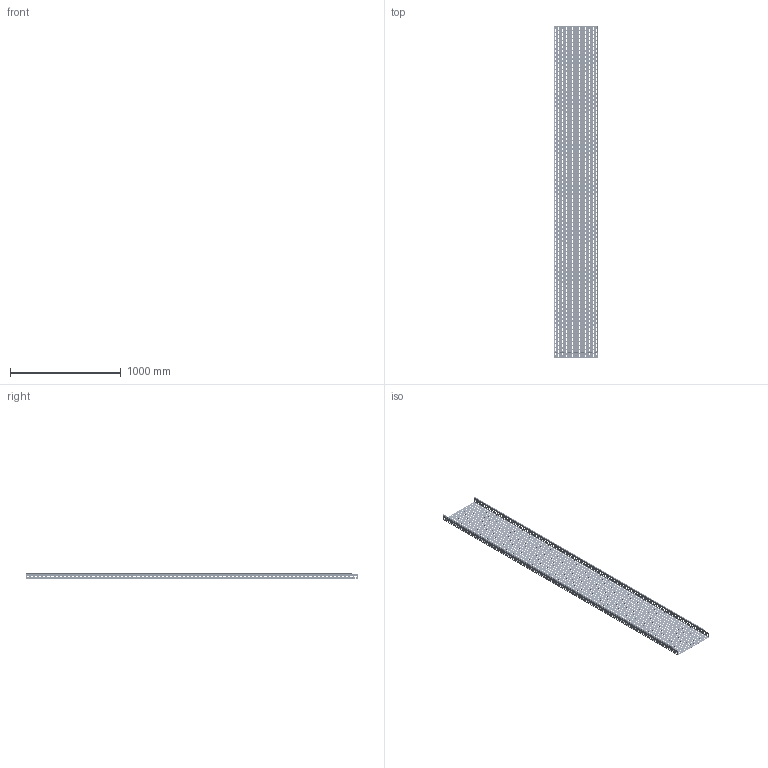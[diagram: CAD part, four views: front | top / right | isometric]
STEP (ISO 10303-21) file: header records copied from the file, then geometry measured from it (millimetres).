
FILE_DESCRIPTION(/* description */ (''),/* implementation_level */ '2;1');
FILE_NAME(/* name */ 'KCL400H60_3.stp',/* time_stamp */ '2020-03-24T11:35:16+01:00',/* author */ ('stanislaw.luczak'),/* organization */ (''),/* preprocessor_version */ 'ST-DEVELOPER v18',/* originating_system */ 'Autodesk Inventor 2020',/* authorisation */ '');
FILE_SCHEMA (('AUTOMOTIVE_DESIGN { 1 0 10303 214 3 1 1 }'));
Products named in the file (1): 400H60N_KGJ_3M
Bounding box: 401.4 x 3000 x 60.67 mm (x, y, z)
Volume: 968961.5 mm3; surface area: 2828221.1 mm2
Topology: 1 solids, 1 shells, 5673 faces, 17075 edges, 11370 vertices
Faces by surface type: cylinder 2855, plane 2810, torus 6, bspline 2
Entity records: 199116 total; most frequent: CARTESIAN_POINT 34555, ORIENTED_EDGE 34150, DIRECTION 34057, EDGE_CURVE 17075, VERTEX_POINT 11370, AXIS2_PLACEMENT_3D 11370, LINE 11317, VECTOR 11317
